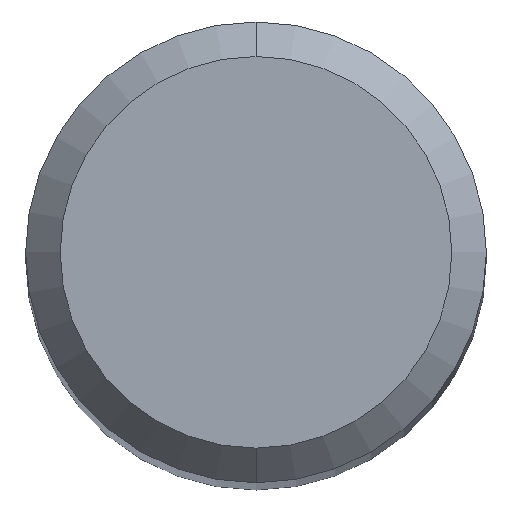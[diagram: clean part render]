
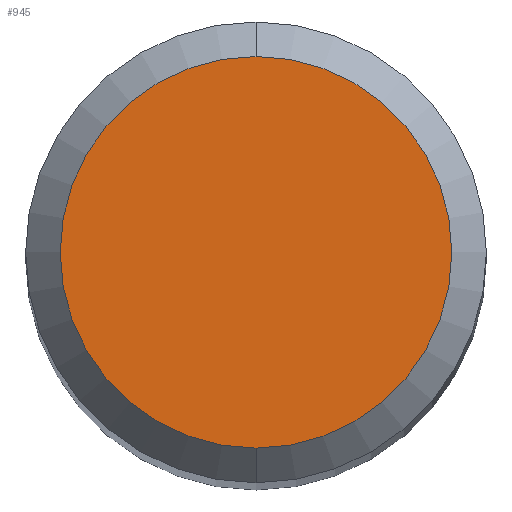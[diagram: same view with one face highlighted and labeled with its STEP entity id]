
A CAD part, top view. The second image highlights one B-rep face of the part: STEP entity #945.
In plain terms, the highlighted planar face has unit normal (0, 0, 1).
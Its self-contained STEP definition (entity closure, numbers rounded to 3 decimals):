
#531=EDGE_CURVE('',#1217,#587,#1391,.T.);
#587=VERTEX_POINT('',#1454);
#839=EDGE_CURVE('',#587,#1217,#1731,.T.);
#945=ADVANCED_FACE('',(#1844),#1845,.T.);
#1217=VERTEX_POINT('',#2137);
#1391=CIRCLE('',#2693,1.7);
#1454=CARTESIAN_POINT('',(0.0,1.7,0.0));
#1731=CIRCLE('',#4258,1.7);
#1844=FACE_OUTER_BOUND('',#4564,.T.);
#1845=PLANE('',#4565);
#2137=CARTESIAN_POINT('',(0.,-1.7,0.0));
#2693=AXIS2_PLACEMENT_3D('',#6166,#6167,#6168);
#4258=AXIS2_PLACEMENT_3D('',#6558,#6559,#6560);
#4564=EDGE_LOOP('',(#6656,#6657));
#4565=AXIS2_PLACEMENT_3D('',#6658,#6659,#6660);
#6166=CARTESIAN_POINT('',(0.0,0.0,0.0));
#6167=DIRECTION('',(0.0,0.0,-1.0));
#6168=DIRECTION('',(0.0,1.0,0.0));
#6558=CARTESIAN_POINT('',(0.0,0.0,0.0));
#6559=DIRECTION('',(0.0,0.0,-1.0));
#6560=DIRECTION('',(0.0,1.0,0.0));
#6656=ORIENTED_EDGE('',*,*,#839,.F.);
#6657=ORIENTED_EDGE('',*,*,#531,.F.);
#6658=CARTESIAN_POINT('',(0.0,0.85,0.0));
#6659=DIRECTION('',(-0.0,0.0,1.0));
#6660=DIRECTION('',(0.0,-1.0,0.0));
